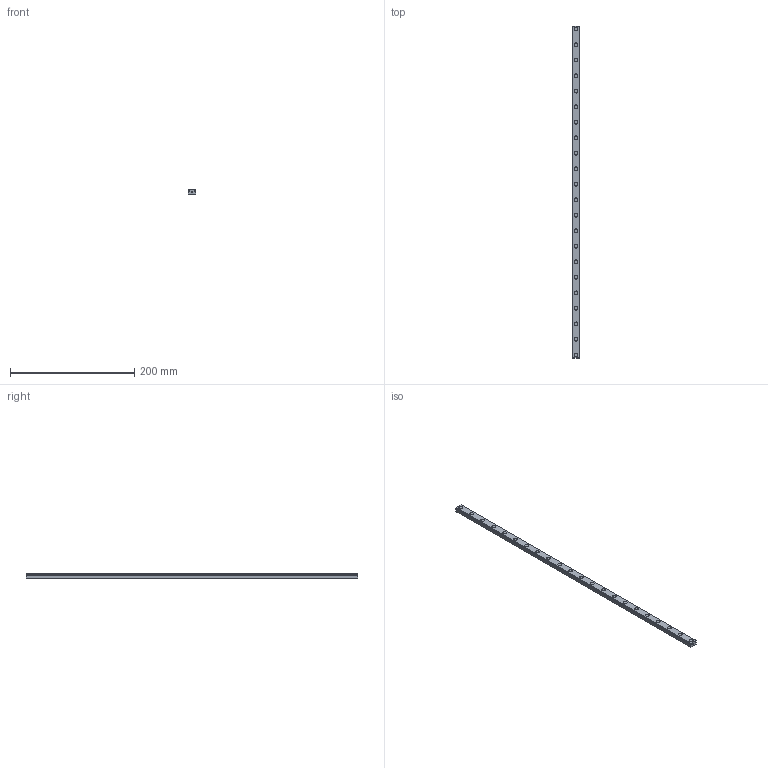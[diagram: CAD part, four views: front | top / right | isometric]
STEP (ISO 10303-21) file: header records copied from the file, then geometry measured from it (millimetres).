
FILE_DESCRIPTION(('STEP AP214'),'1');
FILE_NAME('cctmp_089C0626-B479-4E4A-B298-15EF38416C3F_2021_02_18_15_41_02_0734..stp','2021-02-18T14:41:02',('HIWIN GmbH'),('CADClick - www.CADClick.com'),'Spatial InterOp 3D',' ','unknown authorization');
FILE_SCHEMA(('AUTOMOTIVE_DESIGN'));
Length unit declared in the file: millimetre
Products named in the file (1): MGNR12R535CM_FILE
Bounding box: 12 x 535 x 8 mm (x, y, z)
Volume: 45732.9 mm3; surface area: 26818.1 mm2
Topology: 1 solids, 1 shells, 293 faces, 663 edges, 442 vertices
Faces by surface type: cylinder 148, plane 145
Entity records: 10681 total; most frequent: DIRECTION 1547, CARTESIAN_POINT 1399, ORIENTED_EDGE 1326, EDGE_CURVE 663, AXIS2_PLACEMENT_3D 590, VERTEX_POINT 442, LINE 367, VECTOR 367
